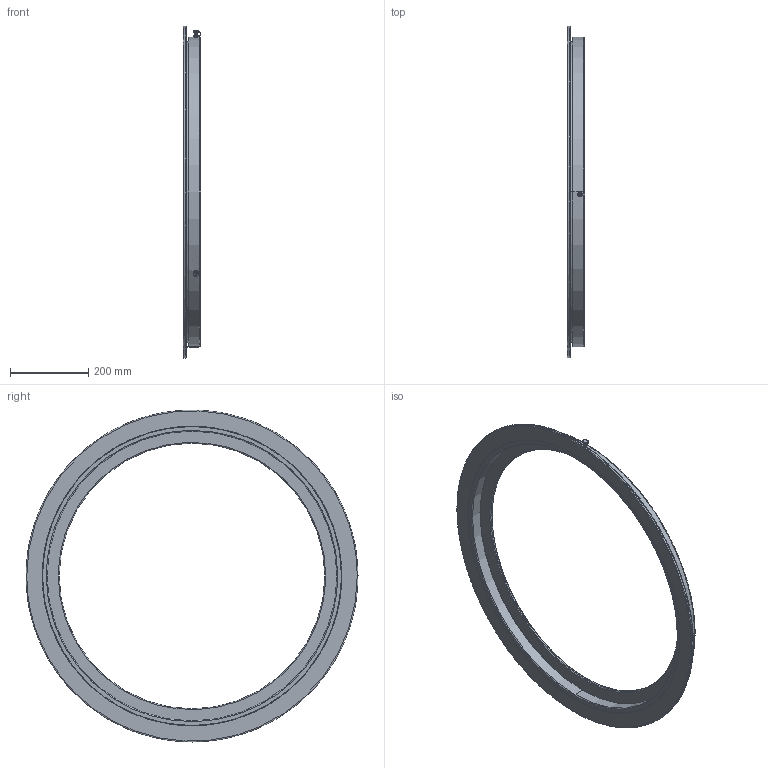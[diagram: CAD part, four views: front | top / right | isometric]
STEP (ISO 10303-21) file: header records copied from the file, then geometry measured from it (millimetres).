
FILE_DESCRIPTION (( 'STEP AP214' ), '1' );
FILE_NAME ('0014577.step', '2024-01-24T12:35:56', ( '' ), ( '' ), 'SwSTEP 2.0', 'SolidWorks 2020', '' );
FILE_SCHEMA (( 'AUTOMOTIVE_DESIGN' ));
Length unit declared in the file: millimetre
Products named in the file (1): 0014577
Bounding box: 45.08 x 850 x 850 mm (x, y, z)
Volume: 3132235.6 mm3; surface area: 854714.5 mm2
Topology: 16 solids, 16 shells, 354 faces, 916 edges, 584 vertices
Faces by surface type: cylinder 114, plane 84, cone 78, bspline 68, torus 10
Entity records: 21563 total; most frequent: CARTESIAN_POINT 9165, ORIENTED_EDGE 1780, DIRECTION 1706, EDGE_CURVE 890, AXIS2_PLACEMENT_3D 721, VERTEX_POINT 584, CIRCLE 434, EDGE_LOOP 406
